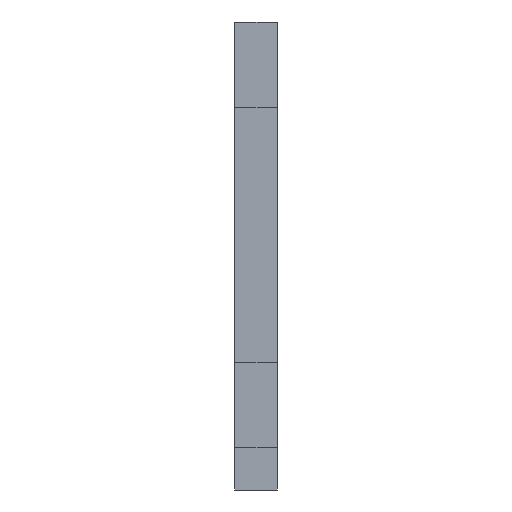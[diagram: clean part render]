
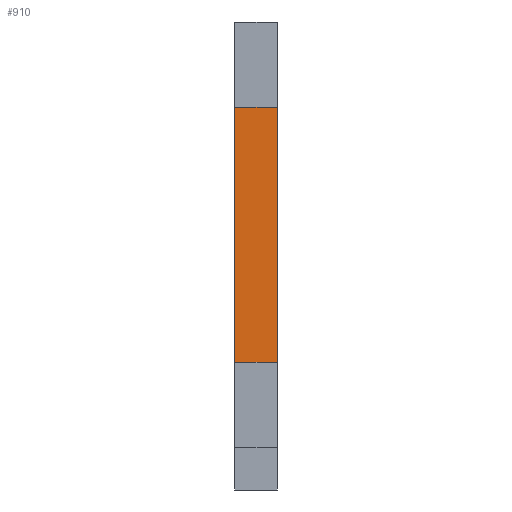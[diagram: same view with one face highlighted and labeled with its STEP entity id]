
A CAD part, left-side view. The second image highlights one B-rep face of the part: STEP entity #910.
In plain terms, the highlighted planar face has unit normal (-1, 0, 0).
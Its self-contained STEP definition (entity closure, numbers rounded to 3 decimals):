
#60=FACE_OUTER_BOUND('',#106,.T.);
#106=EDGE_LOOP('',(#775,#776,#777,#778));
#169=LINE('',#1307,#295);
#233=LINE('',#1434,#359);
#234=LINE('',#1437,#360);
#235=LINE('',#1438,#361);
#295=VECTOR('',#1059,10.);
#359=VECTOR('',#1177,10.);
#360=VECTOR('',#1180,10.);
#361=VECTOR('',#1181,10.);
#408=VERTEX_POINT('',#1304);
#409=VERTEX_POINT('',#1306);
#445=VERTEX_POINT('',#1432);
#446=VERTEX_POINT('',#1436);
#505=EDGE_CURVE('',#409,#408,#169,.T.);
#569=EDGE_CURVE('',#408,#445,#233,.T.);
#570=EDGE_CURVE('',#446,#445,#234,.T.);
#571=EDGE_CURVE('',#409,#446,#235,.T.);
#775=ORIENTED_EDGE('',*,*,#505,.T.);
#776=ORIENTED_EDGE('',*,*,#569,.T.);
#777=ORIENTED_EDGE('',*,*,#570,.F.);
#778=ORIENTED_EDGE('',*,*,#571,.F.);
#866=PLANE('',#968);
#910=ADVANCED_FACE('',(#60),#866,.T.);
#968=AXIS2_PLACEMENT_3D('',#1435,#1178,#1179);
#1059=DIRECTION('',(0.,0.,-1.));
#1177=DIRECTION('',(0.,-1.,0.));
#1178=DIRECTION('center_axis',(-1.,0.,0.));
#1179=DIRECTION('ref_axis',(0.,0.,-1.));
#1180=DIRECTION('',(0.,0.,-1.));
#1181=DIRECTION('',(0.,-1.,0.));
#1304=CARTESIAN_POINT('',(-185.,-115.,15.));
#1306=CARTESIAN_POINT('',(-185.,-115.,45.));
#1307=CARTESIAN_POINT('',(-185.,-115.,45.));
#1432=CARTESIAN_POINT('',(-185.,-120.,15.));
#1434=CARTESIAN_POINT('',(-185.,-115.,15.));
#1435=CARTESIAN_POINT('Origin',(-185.,-115.,45.));
#1436=CARTESIAN_POINT('',(-185.,-120.,45.));
#1437=CARTESIAN_POINT('',(-185.,-120.,45.));
#1438=CARTESIAN_POINT('',(-185.,-115.,45.));
